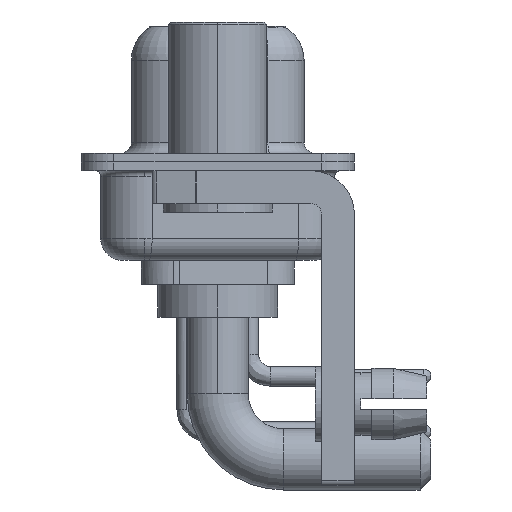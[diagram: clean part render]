
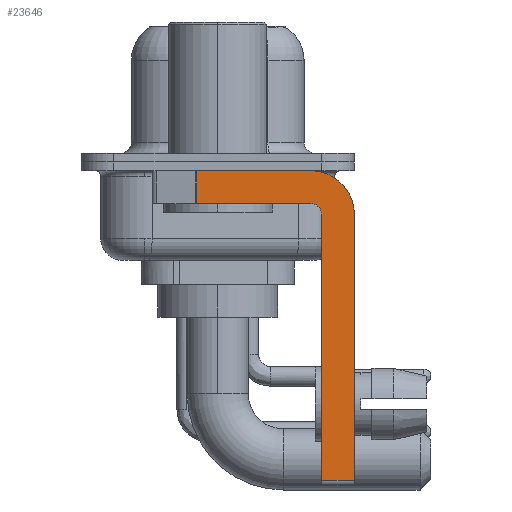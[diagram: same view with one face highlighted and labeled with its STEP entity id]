
A CAD part, left-side view. The second image highlights one B-rep face of the part: STEP entity #23646.
In plain terms, the highlighted planar face has unit normal (-1, 0, 0).
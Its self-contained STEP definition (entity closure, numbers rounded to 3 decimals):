
#399 = CARTESIAN_POINT ( 'NONE',  ( -2.9, -4.75, -14.8 ) ) ;
#433 = ORIENTED_EDGE ( 'NONE', *, *, #2770, .T. ) ;
#798 = EDGE_CURVE ( 'NONE', #7158, #16579, #2207, .T. ) ;
#928 = EDGE_CURVE ( 'NONE', #4471, #17115, #19353, .T. ) ;
#1717 = PLANE ( 'NONE',  #2861 ) ;
#2027 = ORIENTED_EDGE ( 'NONE', *, *, #24670, .F. ) ;
#2207 = LINE ( 'NONE', #12985, #11326 ) ;
#2770 = EDGE_CURVE ( 'NONE', #4471, #20076, #8671, .T. ) ;
#2861 = AXIS2_PLACEMENT_3D ( 'NONE', #10155, #6002, #11945 ) ;
#3287 = EDGE_LOOP ( 'NONE', ( #14003, #12808, #15895, #2027, #18281, #433, #25682, #12113 ) ) ;
#3653 = FACE_OUTER_BOUND ( 'NONE', #3287, .T. ) ;
#3805 = DIRECTION ( 'NONE',  ( 0., 0., -1. ) ) ;
#4352 = LINE ( 'NONE', #12511, #16017 ) ;
#4443 = VECTOR ( 'NONE', #8815, 1000. ) ;
#4471 = VERTEX_POINT ( 'NONE', #21292 ) ;
#5056 = EDGE_CURVE ( 'NONE', #16579, #21850, #15142, .T. ) ;
#5592 = AXIS2_PLACEMENT_3D ( 'NONE', #14501, #8425, #16846 ) ;
#6002 = DIRECTION ( 'NONE',  ( 1., 0., 0. ) ) ;
#6384 = DIRECTION ( 'NONE',  ( 0., 0., -1. ) ) ;
#6518 = LINE ( 'NONE', #15092, #8297 ) ;
#6576 = VECTOR ( 'NONE', #26759, 1000. ) ;
#7158 = VERTEX_POINT ( 'NONE', #15369 ) ;
#7447 = CARTESIAN_POINT ( 'NONE',  ( -2.9, -4.25, -0.4 ) ) ;
#8297 = VECTOR ( 'NONE', #6384, 1000. ) ;
#8425 = DIRECTION ( 'NONE',  ( -1., 0., 0. ) ) ;
#8671 = LINE ( 'NONE', #17102, #4443 ) ;
#8815 = DIRECTION ( 'NONE',  ( 0., -1., 0. ) ) ;
#9368 = CARTESIAN_POINT ( 'NONE',  ( -2.9, -4.25, -2.4 ) ) ;
#9385 = VERTEX_POINT ( 'NONE', #19726 ) ;
#10155 = CARTESIAN_POINT ( 'NONE',  ( -2.9, -4.25, -2.4 ) ) ;
#10194 = CARTESIAN_POINT ( 'NONE',  ( -2.9, -4.75, -2.4 ) ) ;
#11052 = DIRECTION ( 'NONE',  ( 0., -1., 0. ) ) ;
#11326 = VECTOR ( 'NONE', #11052, 1000. ) ;
#11945 = DIRECTION ( 'NONE',  ( 0., 0., -1. ) ) ;
#11969 = CARTESIAN_POINT ( 'NONE',  ( -2.9, -6.25, -14.55 ) ) ;
#12113 = ORIENTED_EDGE ( 'NONE', *, *, #5056, .F. ) ;
#12511 = CARTESIAN_POINT ( 'NONE',  ( -2.9, 0.978, -1.9 ) ) ;
#12808 = ORIENTED_EDGE ( 'NONE', *, *, #20180, .T. ) ;
#12985 = CARTESIAN_POINT ( 'NONE',  ( -2.9, 3., -0.4 ) ) ;
#14003 = ORIENTED_EDGE ( 'NONE', *, *, #798, .F. ) ;
#14130 = CARTESIAN_POINT ( 'NONE',  ( -2.9, 0.978, -1.9 ) ) ;
#14501 = CARTESIAN_POINT ( 'NONE',  ( -2.9, -4.25, -2.4 ) ) ;
#14610 = EDGE_CURVE ( 'NONE', #21850, #20076, #6518, .T. ) ;
#15092 = CARTESIAN_POINT ( 'NONE',  ( -2.9, -6.25, -2.4 ) ) ;
#15142 = CIRCLE ( 'NONE', #26666, 2. ) ;
#15369 = CARTESIAN_POINT ( 'NONE',  ( -2.9, 0.978, -0.4 ) ) ;
#15542 = EDGE_CURVE ( 'NONE', #9385, #24111, #20111, .T. ) ;
#15895 = ORIENTED_EDGE ( 'NONE', *, *, #15542, .F. ) ;
#16017 = VECTOR ( 'NONE', #3805, 1000. ) ;
#16579 = VERTEX_POINT ( 'NONE', #7447 ) ;
#16846 = DIRECTION ( 'NONE',  ( 0., 0., 1. ) ) ;
#17102 = CARTESIAN_POINT ( 'NONE',  ( -2.9, -4.25, -14.55 ) ) ;
#17115 = VERTEX_POINT ( 'NONE', #10194 ) ;
#17513 = DIRECTION ( 'NONE',  ( 1., 0., 0. ) ) ;
#17796 = DIRECTION ( 'NONE',  ( 0., 0., -1. ) ) ;
#18281 = ORIENTED_EDGE ( 'NONE', *, *, #928, .F. ) ;
#18305 = CARTESIAN_POINT ( 'NONE',  ( -2.9, -4.25, -1.9 ) ) ;
#19353 = LINE ( 'NONE', #399, #24121 ) ;
#19726 = CARTESIAN_POINT ( 'NONE',  ( -2.9, -4.25, -1.9 ) ) ;
#20076 = VERTEX_POINT ( 'NONE', #11969 ) ;
#20111 = LINE ( 'NONE', #18305, #6576 ) ;
#20180 = EDGE_CURVE ( 'NONE', #7158, #24111, #4352, .T. ) ;
#21292 = CARTESIAN_POINT ( 'NONE',  ( -2.9, -4.75, -14.55 ) ) ;
#21850 = VERTEX_POINT ( 'NONE', #24549 ) ;
#23109 = DIRECTION ( 'NONE',  ( 0., 0., 1. ) ) ;
#23646 = ADVANCED_FACE ( 'NONE', ( #3653 ), #1717, .F. ) ;
#24111 = VERTEX_POINT ( 'NONE', #14130 ) ;
#24121 = VECTOR ( 'NONE', #23109, 1000. ) ;
#24549 = CARTESIAN_POINT ( 'NONE',  ( -2.9, -6.25, -2.4 ) ) ;
#24596 = CIRCLE ( 'NONE', #5592, 0.5 ) ;
#24670 = EDGE_CURVE ( 'NONE', #17115, #9385, #24596, .T. ) ;
#25682 = ORIENTED_EDGE ( 'NONE', *, *, #14610, .F. ) ;
#26666 = AXIS2_PLACEMENT_3D ( 'NONE', #9368, #17513, #17796 ) ;
#26759 = DIRECTION ( 'NONE',  ( 0., 1., 0. ) ) ;
